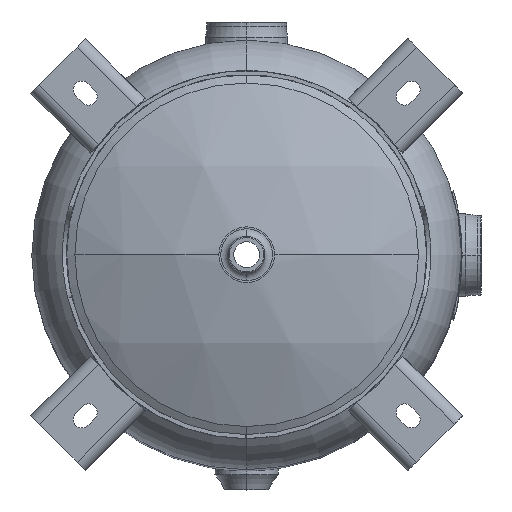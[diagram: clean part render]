
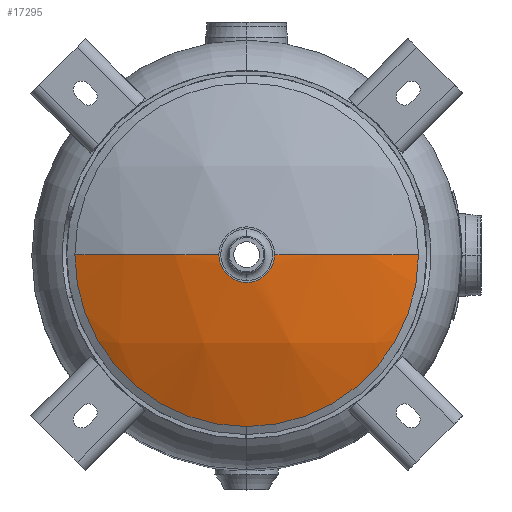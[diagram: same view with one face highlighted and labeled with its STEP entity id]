
A CAD part, top view. The second image highlights one B-rep face of the part: STEP entity #17295.
In plain terms, the highlighted spherical face has radius 320.04 mm.
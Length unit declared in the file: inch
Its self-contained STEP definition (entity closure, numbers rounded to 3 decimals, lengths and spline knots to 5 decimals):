
#24 = EDGE_CURVE ( 'NONE', #15537, #17301, #7962, .T. ) ;
#204 = CARTESIAN_POINT ( 'NONE',  ( 0., 0., 16.48441 ) ) ;
#786 = SPHERICAL_SURFACE ( 'NONE', #12606, 12.6 ) ;
#941 = DIRECTION ( 'NONE',  ( 0., 1., 0. ) ) ;
#957 = CIRCLE ( 'NONE', #20723, 5.6 ) ;
#1087 = FACE_OUTER_BOUND ( 'NONE', #11206, .T. ) ;
#1340 = EDGE_CURVE ( 'NONE', #9059, #6373, #5702, .T. ) ;
#2039 = DIRECTION ( 'NONE',  ( 0., 0., 1. ) ) ;
#2633 = ORIENTED_EDGE ( 'NONE', *, *, #13373, .F. ) ;
#4579 = CIRCLE ( 'NONE', #18471, 5.6 ) ;
#5702 = CIRCLE ( 'NONE', #17888, 12.6 ) ;
#5715 = DIRECTION ( 'NONE',  ( 0., -1., 0. ) ) ;
#6373 = VERTEX_POINT ( 'NONE', #12765 ) ;
#6782 = DIRECTION ( 'NONE',  ( 0., 0., 1. ) ) ;
#7495 = DIRECTION ( 'NONE',  ( 0., 1., 0. ) ) ;
#7962 = CIRCLE ( 'NONE', #18416, 12.6 ) ;
#9059 = VERTEX_POINT ( 'NONE', #10675 ) ;
#10675 = CARTESIAN_POINT ( 'NONE',  ( -0.6265, 0., 16.48441 ) ) ;
#11206 = EDGE_LOOP ( 'NONE', ( #17604, #15178, #19327, #2633, #16000 ) ) ;
#11501 = VERTEX_POINT ( 'NONE', #19584 ) ;
#12286 = CARTESIAN_POINT ( 'NONE',  ( 0., 0., 3.9 ) ) ;
#12606 = AXIS2_PLACEMENT_3D ( 'NONE', #12286, #5715, #19236 ) ;
#12765 = CARTESIAN_POINT ( 'NONE',  ( -5.6, 0., 15.18716 ) ) ;
#13373 = EDGE_CURVE ( 'NONE', #17301, #11501, #957, .T. ) ;
#13864 = EDGE_CURVE ( 'NONE', #9059, #15537, #16315, .T. ) ;
#14105 = DIRECTION ( 'NONE',  ( 0., -1., 0. ) ) ;
#14139 = DIRECTION ( 'NONE',  ( 0., 0., -1. ) ) ;
#14246 = CARTESIAN_POINT ( 'NONE',  ( 0., 0., 15.18716 ) ) ;
#14555 = AXIS2_PLACEMENT_3D ( 'NONE', #204, #6782, #19363 ) ;
#14952 = DIRECTION ( 'NONE',  ( 0., 1., 0. ) ) ;
#15016 = CARTESIAN_POINT ( 'NONE',  ( 0.6265, 0., 16.48441 ) ) ;
#15178 = ORIENTED_EDGE ( 'NONE', *, *, #1340, .T. ) ;
#15229 = EDGE_CURVE ( 'NONE', #11501, #6373, #4579, .T. ) ;
#15537 = VERTEX_POINT ( 'NONE', #15016 ) ;
#15800 = DIRECTION ( 'NONE',  ( 0., 0., -1. ) ) ;
#16000 = ORIENTED_EDGE ( 'NONE', *, *, #24, .F. ) ;
#16315 = CIRCLE ( 'NONE', #14555, 0.6265 ) ;
#17202 = CARTESIAN_POINT ( 'NONE',  ( 0., 0., 3.9 ) ) ;
#17295 = ADVANCED_FACE ( 'NONE', ( #1087 ), #786, .T. ) ;
#17301 = VERTEX_POINT ( 'NONE', #19129 ) ;
#17604 = ORIENTED_EDGE ( 'NONE', *, *, #13864, .F. ) ;
#17888 = AXIS2_PLACEMENT_3D ( 'NONE', #17202, #14105, #20552 ) ;
#18416 = AXIS2_PLACEMENT_3D ( 'NONE', #21378, #14952, #2039 ) ;
#18471 = AXIS2_PLACEMENT_3D ( 'NONE', #14246, #14139, #7495 ) ;
#19070 = CARTESIAN_POINT ( 'NONE',  ( 0., 0., 15.18716 ) ) ;
#19129 = CARTESIAN_POINT ( 'NONE',  ( 5.6, 0., 15.18716 ) ) ;
#19236 = DIRECTION ( 'NONE',  ( 1., 0., 0. ) ) ;
#19327 = ORIENTED_EDGE ( 'NONE', *, *, #15229, .F. ) ;
#19363 = DIRECTION ( 'NONE',  ( 0., 1., 0. ) ) ;
#19584 = CARTESIAN_POINT ( 'NONE',  ( 0., -5.6, 15.18716 ) ) ;
#20552 = DIRECTION ( 'NONE',  ( 1., 0., 0. ) ) ;
#20723 = AXIS2_PLACEMENT_3D ( 'NONE', #19070, #15800, #941 ) ;
#21378 = CARTESIAN_POINT ( 'NONE',  ( 0., 0., 3.9 ) ) ;
